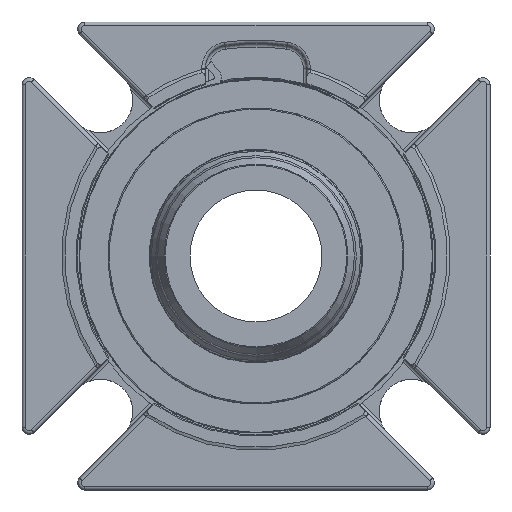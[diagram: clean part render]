
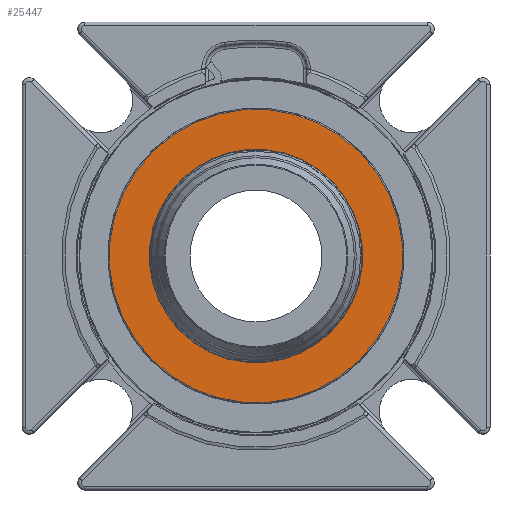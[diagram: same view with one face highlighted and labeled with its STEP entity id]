
A CAD part, left-side view. The second image highlights one B-rep face of the part: STEP entity #25447.
In plain terms, the highlighted planar face has unit normal (-1, 0, 0).
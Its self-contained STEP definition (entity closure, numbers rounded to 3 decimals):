
#8949=ORIENTED_EDGE('',*,*,#11614,.F.);
#8950=ORIENTED_EDGE('',*,*,#11613,.T.);
#11613=EDGE_CURVE('',#13290,#13290,#14119,.T.);
#11614=EDGE_CURVE('',#13291,#13291,#14120,.F.);
#13290=VERTEX_POINT('',#41928);
#13291=VERTEX_POINT('',#41931);
#14119=CIRCLE('',#27187,31.782);
#14120=CIRCLE('',#27189,23.129);
#15290=EDGE_LOOP('',(#8949));
#15291=EDGE_LOOP('',(#8950));
#16492=FACE_BOUND('',#15290,.T.);
#16493=FACE_BOUND('',#15291,.T.);
#16866=PLANE('',#27188);
#25447=ADVANCED_FACE('',(#16492,#16493),#16866,.F.);
#27187=AXIS2_PLACEMENT_3D('',#41927,#31825,#31826);
#27188=AXIS2_PLACEMENT_3D('',#41929,#31827,#31828);
#27189=AXIS2_PLACEMENT_3D('',#41930,#31829,#31830);
#31825=DIRECTION('',(-1.,0.,0.));
#31826=DIRECTION('',(0.,-0.577,0.816));
#31827=DIRECTION('',(1.,0.,0.));
#31828=DIRECTION('',(0.,0.577,-0.816));
#31829=DIRECTION('',(1.,0.,0.));
#31830=DIRECTION('',(0.,0.577,-0.816));
#41927=CARTESIAN_POINT('',(40.075,0.,0.));
#41928=CARTESIAN_POINT('',(40.075,-18.349,25.95));
#41929=CARTESIAN_POINT('',(40.075,-18.349,25.95));
#41930=CARTESIAN_POINT('',(40.075,0.,0.));
#41931=CARTESIAN_POINT('',(40.075,13.354,-18.885));
